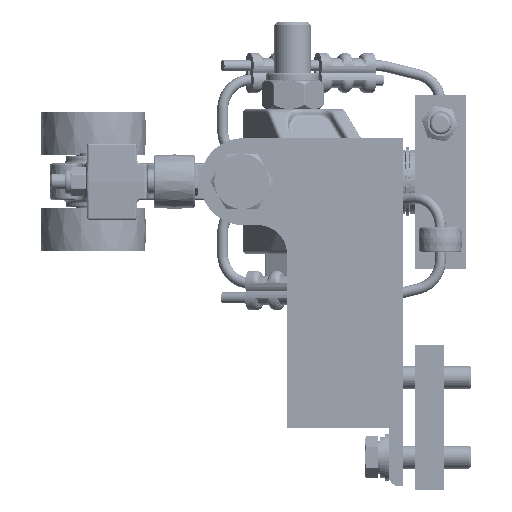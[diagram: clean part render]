
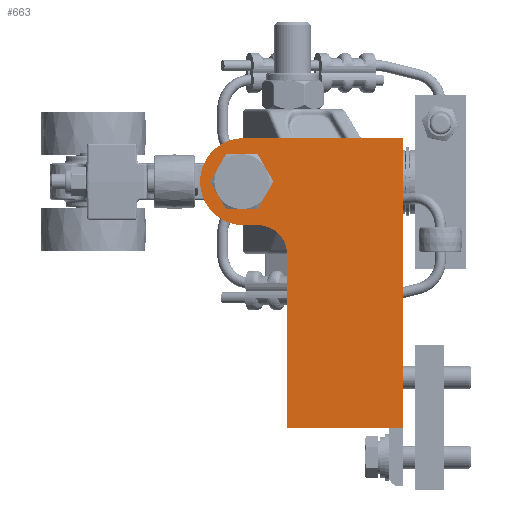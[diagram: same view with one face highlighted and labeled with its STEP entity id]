
A CAD part, left-side view. The second image highlights one B-rep face of the part: STEP entity #663.
In plain terms, the highlighted planar face has unit normal (-1, 0, 0).
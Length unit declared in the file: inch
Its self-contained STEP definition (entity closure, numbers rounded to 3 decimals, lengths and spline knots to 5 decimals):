
#179=CARTESIAN_POINT('',(-5.875,2.79687,1.92188));
#180=VERTEX_POINT('',#179);
#187=CARTESIAN_POINT('',(-5.875,2.70312,1.92188));
#188=VERTEX_POINT('',#187);
#189=CARTESIAN_POINT('',(-5.875,2.70312,1.92188));
#190=DIRECTION('',(0.0,1.0,0.0));
#191=VECTOR('',#190,0.09375);
#192=LINE('',#189,#191);
#193=EDGE_CURVE('',#188,#180,#192,.T.);
#218=CARTESIAN_POINT('',(-5.875,2.79687,2.57813));
#219=VERTEX_POINT('',#218);
#226=CARTESIAN_POINT('',(-5.875,2.79687,2.25));
#227=DIRECTION('',(1.0,0.0,0.0));
#228=DIRECTION('',(0.0,0.0,-1.0));
#229=AXIS2_PLACEMENT_3D('',#226,#227,#228);
#230=CIRCLE('',#229,0.32813);
#231=EDGE_CURVE('',#180,#219,#230,.T.);
#250=CARTESIAN_POINT('',(-5.875,2.70312,2.57813));
#251=VERTEX_POINT('',#250);
#258=CARTESIAN_POINT('',(-5.875,2.79687,2.57813));
#259=DIRECTION('',(0.0,-1.0,0.0));
#260=VECTOR('',#259,0.09375);
#261=LINE('',#258,#260);
#262=EDGE_CURVE('',#219,#251,#261,.T.);
#281=CARTESIAN_POINT('',(-5.875,2.70312,2.25));
#282=DIRECTION('',(1.0,0.0,0.0));
#283=DIRECTION('',(0.0,0.0,1.0));
#284=AXIS2_PLACEMENT_3D('',#281,#282,#283);
#285=CIRCLE('',#284,0.32813);
#286=EDGE_CURVE('',#251,#188,#285,.T.);
#308=CARTESIAN_POINT('',(-5.875,2.,1.));
#309=VERTEX_POINT('',#308);
#316=CARTESIAN_POINT('',(-5.875,2.5,1.5));
#317=VERTEX_POINT('',#316);
#318=CARTESIAN_POINT('',(-5.875,2.5,1.));
#319=DIRECTION('',(-1.0,0.0,0.0));
#320=DIRECTION('',(0.0,-0.707,0.707));
#321=AXIS2_PLACEMENT_3D('',#318,#319,#320);
#322=CIRCLE('',#321,0.5);
#323=EDGE_CURVE('',#309,#317,#322,.T.);
#412=CARTESIAN_POINT('',(-5.875,2.,-2.));
#413=VERTEX_POINT('',#412);
#420=CARTESIAN_POINT('',(-5.875,2.,1.));
#421=DIRECTION('',(0.0,0.0,-1.0));
#422=VECTOR('',#421,3.0);
#423=LINE('',#420,#422);
#424=EDGE_CURVE('',#309,#413,#423,.T.);
#483=CARTESIAN_POINT('',(-5.875,0.,3.0));
#484=VERTEX_POINT('',#483);
#485=CARTESIAN_POINT('',(-5.875,2.75,3.0));
#486=VERTEX_POINT('',#485);
#487=CARTESIAN_POINT('',(-5.875,0.,3.0));
#488=DIRECTION('',(0.0,1.0,0.0));
#489=VECTOR('',#488,2.75);
#490=LINE('',#487,#489);
#491=EDGE_CURVE('',#484,#486,#490,.T.);
#523=CARTESIAN_POINT('',(-5.875,2.75,1.5));
#524=VERTEX_POINT('',#523);
#525=CARTESIAN_POINT('',(-5.875,2.75,2.25));
#526=DIRECTION('',(-1.0,0.0,0.0));
#527=DIRECTION('',(0.0,0.0,-1.0));
#528=AXIS2_PLACEMENT_3D('',#525,#526,#527);
#529=CIRCLE('',#528,0.75);
#530=EDGE_CURVE('',#486,#524,#529,.T.);
#557=CARTESIAN_POINT('',(-5.875,2.75,1.5));
#558=DIRECTION('',(0.0,-1.0,0.0));
#559=VECTOR('',#558,0.25);
#560=LINE('',#557,#559);
#561=EDGE_CURVE('',#524,#317,#560,.T.);
#578=CARTESIAN_POINT('',(-5.875,0.,-2.0));
#579=VERTEX_POINT('',#578);
#580=CARTESIAN_POINT('',(-5.875,2.,-2.));
#581=DIRECTION('',(0.0,-1.0,0.0));
#582=VECTOR('',#581,2.0);
#583=LINE('',#580,#582);
#584=EDGE_CURVE('',#413,#579,#583,.T.);
#638=CARTESIAN_POINT('',(-5.875,1.3485,0.7521));
#639=DIRECTION('',(1.0,0.0,0.0));
#640=DIRECTION('',(0.0,0.0,-1.0));
#641=AXIS2_PLACEMENT_3D('',#638,#639,#640);
#642=PLANE('',#641);
#643=CARTESIAN_POINT('',(-5.875,0.,-2.0));
#644=DIRECTION('',(0.0,0.0,1.0));
#645=VECTOR('',#644,5.0);
#646=LINE('',#643,#645);
#647=EDGE_CURVE('',#579,#484,#646,.T.);
#648=ORIENTED_EDGE('',*,*,#647,.T.);
#649=ORIENTED_EDGE('',*,*,#491,.T.);
#650=ORIENTED_EDGE('',*,*,#530,.T.);
#651=ORIENTED_EDGE('',*,*,#561,.T.);
#652=ORIENTED_EDGE('',*,*,#323,.F.);
#653=ORIENTED_EDGE('',*,*,#424,.T.);
#654=ORIENTED_EDGE('',*,*,#584,.T.);
#655=EDGE_LOOP('',(#648,#649,#650,#651,#652,#653,#654));
#656=FACE_OUTER_BOUND('',#655,.T.);
#657=ORIENTED_EDGE('',*,*,#193,.T.);
#658=ORIENTED_EDGE('',*,*,#231,.T.);
#659=ORIENTED_EDGE('',*,*,#262,.T.);
#660=ORIENTED_EDGE('',*,*,#286,.T.);
#661=EDGE_LOOP('',(#657,#658,#659,#660));
#662=FACE_BOUND('',#661,.T.);
#663=ADVANCED_FACE('',(#656,#662),#642,.F.);
